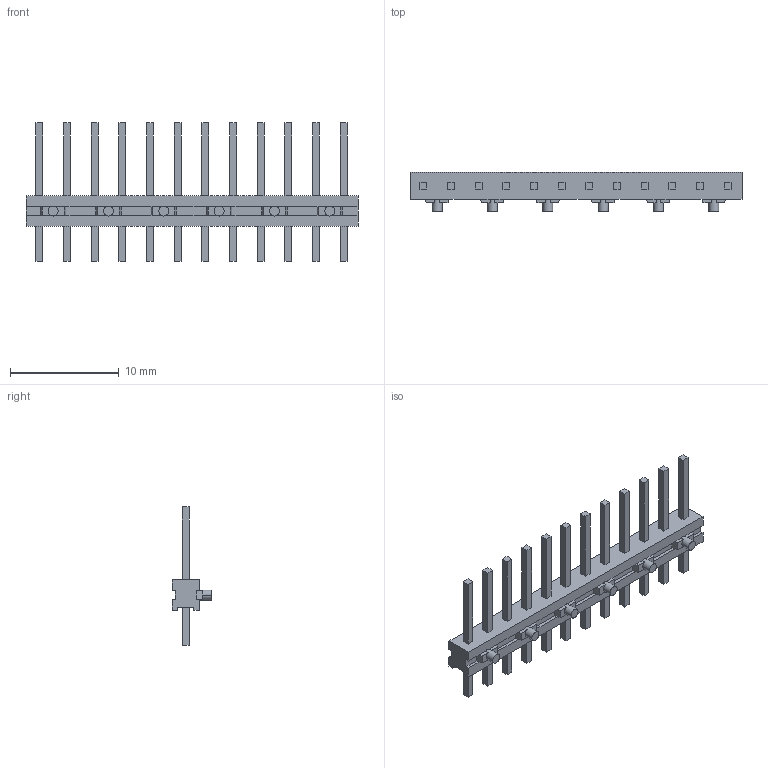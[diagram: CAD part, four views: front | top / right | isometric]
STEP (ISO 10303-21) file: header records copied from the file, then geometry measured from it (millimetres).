
FILE_DESCRIPTION((''),'2;1');
FILE_NAME('C-1-825433-2','2017-02-27T',('workeradm'),('Tyco Electronics Ltd.'),'CREO PARAMETRIC BY PTC INC, 2016050','CREO PARAMETRIC BY PTC INC, 2016050','');
FILE_SCHEMA(('AUTOMOTIVE_DESIGN { 1 0 10303 214 1 1 1 1 }'));
Length unit declared in the file: millimetre
Products named in the file (1): C-1-825433-2
Bounding box: 30.48 x 3.65 x 12.7 mm (x, y, z)
Volume: 243 mm3; surface area: 717 mm2
Topology: 1 solids, 1 shells, 222 faces, 564 edges, 368 vertices
Faces by surface type: plane 210, cylinder 12
Entity records: 6740 total; most frequent: CARTESIAN_POINT 1156, ORIENTED_EDGE 1128, DIRECTION 1056, EDGE_CURVE 564, VECTOR 516, LINE 516, VERTEX_POINT 368, AXIS2_PLACEMENT_3D 270
